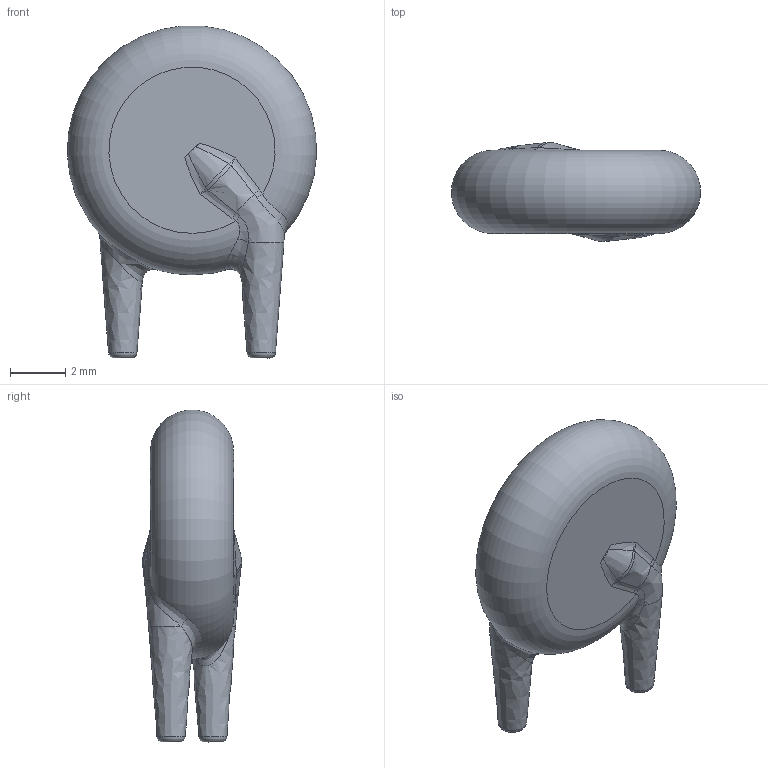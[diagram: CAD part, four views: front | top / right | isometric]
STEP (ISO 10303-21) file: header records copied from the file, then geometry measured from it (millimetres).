
FILE_DESCRIPTION(/* description */ (''),/* implementation_level */ '2;1');
FILE_NAME(/* name */ 'STEP-WE-VD-7mm-NoLegs.step',/* time_stamp */ '2018-10-23T16:06:47+03:00',/* author */ ('andris.igaunis'),/* organization */ (''),/* preprocessor_version */ 'ST-DEVELOPER v17.2',/* originating_system */ 'Autodesk Translation Framework v7.6.0.251',/* authorisation */ '');
FILE_SCHEMA (('AUTOMOTIVE_DESIGN { 1 0 10303 214 3 1 1 }'));
Length unit declared in the file: millimetre
Products named in the file (1): STEP-WE-VD-7mm-rev1 v1
Bounding box: 8.99 x 3.58 x 11.98 mm (x, y, z)
Volume: 178.8 mm3; surface area: 204.3 mm2
Topology: 1 solids, 1 shells, 48 faces, 116 edges, 66 vertices
Faces by surface type: bspline 39, plane 6, cone 2, torus 1
Entity records: 10798 total; most frequent: CARTESIAN_POINT 9885, ORIENTED_EDGE 224, EDGE_CURVE 112, DIRECTION 100, B_SPLINE_CURVE_WITH_KNOTS 67, VERTEX_POINT 66, STYLED_ITEM 49, AXIS2_PLACEMENT_3D 49
